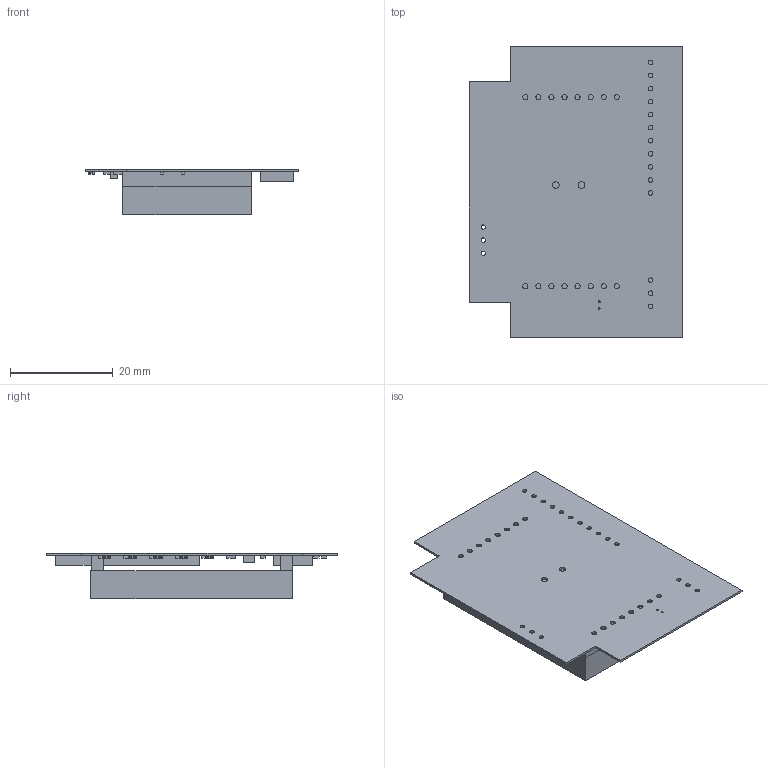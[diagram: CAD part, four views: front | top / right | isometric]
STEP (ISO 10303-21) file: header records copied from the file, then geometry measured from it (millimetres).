
FILE_DESCRIPTION(('Open CASCADE Model'),'2;1');
FILE_NAME('Open CASCADE Shape Model','2014-03-05T13:58:24',('Author'),( 'Open CASCADE'),'Open CASCADE STEP processor 6.2','Open CASCADE 6.2' ,'Unknown');
FILE_SCHEMA(('AUTOMOTIVE_DESIGN { 1 0 10303 214 1 1 1 1 }'));
Length unit declared in the file: millimetre
Products named in the file (42): PCB; Board; R16; 811860912; Extruded; R7; U2; 918296448; 918296576; JP2; 918296320; R17; 595966496; R6; R5; R4; R3; R1; LED5; 918295936; 918296064; LED4; LED3; LED2; 600490528; LED1; JP1; 918296192; C28; 811861552; R18; 811861296
Assembly tree (55 placements, depth 4):
  PCB
    Board
    R16
      811860912
        Extruded
    R7
      811860912
        Extruded
    U2
      918296448  x2
        Extruded
      918296576
        Extruded
    JP2
      918296320
        Extruded
    R17
      595966496
        Extruded
    R6
      595966496
        Extruded
    R5
      595966496
        Extruded
    R4
      595966496
        Extruded
    R3
      595966496
        Extruded
    R1
      595966496
        Extruded
    LED5
      918295936
        Extruded
      918296064
        Extruded
    LED4
      918295936
        Extruded
      918296064
        Extruded
    LED3
      918295936
        Extruded
      918296064
        Extruded
    LED2
      918295936
        Extruded
      600490528
        Extruded
    LED1
      918295936
        Extruded
      918296064
        Extruded
    JP1
Bounding box: 41.5 x 56.74 x 8.91 mm (x, y, z)
Volume: 7134.7 mm3; surface area: 8547 mm2
Topology: 26 solids, 26 shells, 227 faces, 525 edges, 350 vertices
Faces by surface type: plane 190, cylinder 37
Full cylindrical faces by diameter (mm): 0.4 x2, 0.85 x3, 0.9 x14, 1 x16, 1.3 x2
Entity records: 8924 total; most frequent: CARTESIAN_POINT 1736, DIRECTION 1271, LINE 761, VECTOR 761, ORIENTED_EDGE 606, PCURVE 606, DEFINITIONAL_REPRESENTATION 606, EDGE_CURVE 303
